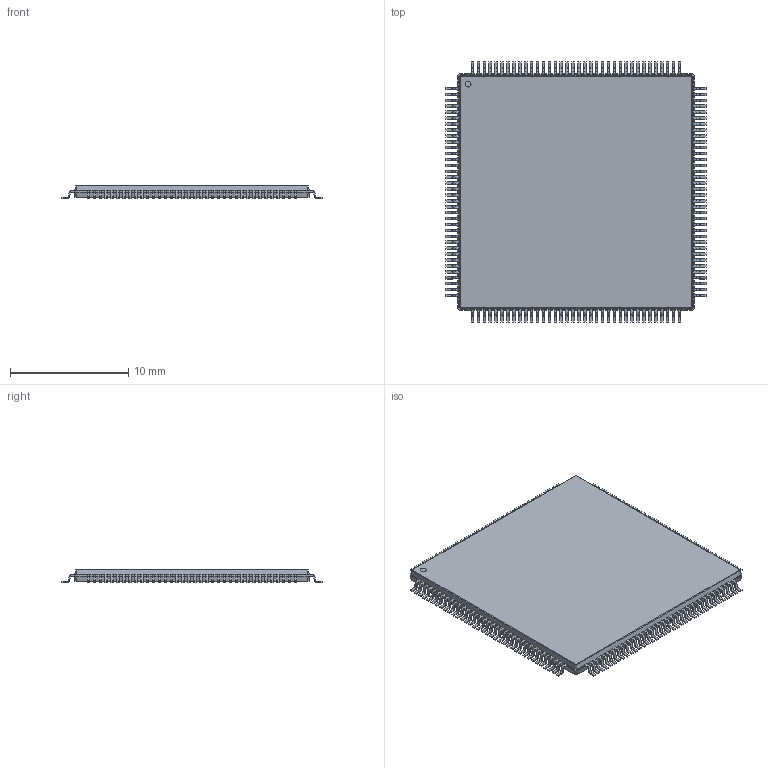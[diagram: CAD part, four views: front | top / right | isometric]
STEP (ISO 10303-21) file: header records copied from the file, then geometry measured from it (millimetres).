
FILE_DESCRIPTION(/* description */ ('model of TQFP-144_20x20mm_P0.5mm'),/* implementation_level */ '2;1');
FILE_NAME(/* name */ 'TQFP-144_20x20mm_P0.5mm.step',/* time_stamp */ '1970-01-01T00:00:00',/* author */ ('KiCAD','kicad'),/* organization */ ('OCCT'),/* preprocessor_version */ '',/* originating_system */ 'KiCAD',/* authorisation */ '');
FILE_SCHEMA(('AUTOMOTIVE_DESIGN { 1 0 10303 214 1 1 1 1 }'));
Length unit declared in the file: millimetre
Products named in the file (1): TQFP-144_20x20mm_P0.5mm
Bounding box: 22 x 22 x 1.1 mm (x, y, z)
Volume: 398.1 mm3; surface area: 991.6 mm2
Topology: 1 solids, 1 shells, 2195 faces, 5985 edges, 3793 vertices
Faces by surface type: plane 1595, cylinder 576, bspline 24
Entity records: 44122 total; most frequent: ORIENTED_EDGE 10226, EDGE_CURVE 5985, CARTESIAN_POINT 5474, VERTEX_POINT 3793, LINE 3776, AXIS2_PLACEMENT_3D 2858, FACE_BOUND 2196, EDGE_LOOP 2196
